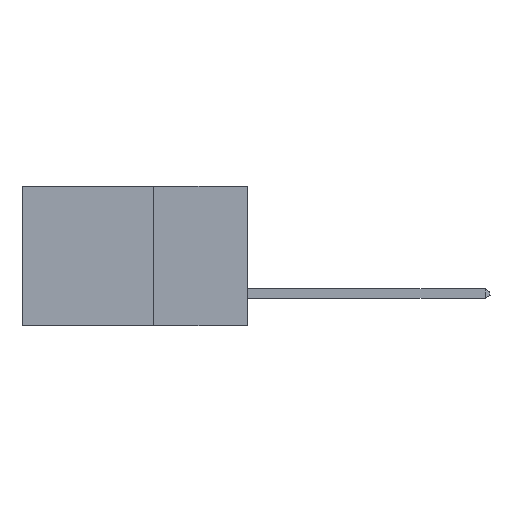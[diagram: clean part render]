
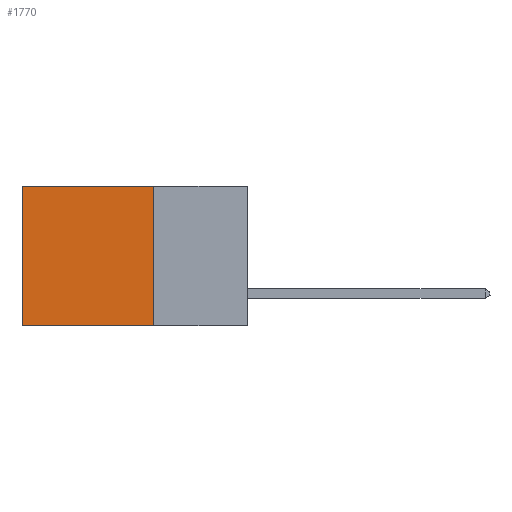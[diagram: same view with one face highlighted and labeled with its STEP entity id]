
A CAD part, left-side view. The second image highlights one B-rep face of the part: STEP entity #1770.
In plain terms, the highlighted planar face has unit normal (-1, 0, 0).
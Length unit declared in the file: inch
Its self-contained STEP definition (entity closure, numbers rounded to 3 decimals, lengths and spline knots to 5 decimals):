
#876 = DIRECTION ( 'NONE',  ( 0., 0., -1. ) ) ;
#1770 = ADVANCED_FACE ( 'NONE', ( #3518 ), #4849, .F. ) ;
#1917 = DIRECTION ( 'NONE',  ( 1., 0., 0. ) ) ;
#2171 = CARTESIAN_POINT ( 'NONE',  ( 0.298, 0.25, 0. ) ) ;
#2383 = VERTEX_POINT ( 'NONE', #8939 ) ;
#3467 = DIRECTION ( 'NONE',  ( 0., 1., 0. ) ) ;
#3518 = FACE_OUTER_BOUND ( 'NONE', #13896, .T. ) ;
#3747 = DIRECTION ( 'NONE',  ( 0., 0., -1. ) ) ;
#3802 = DIRECTION ( 'NONE',  ( 0., 1., 0. ) ) ;
#4849 = PLANE ( 'NONE',  #18929 ) ;
#5066 = VERTEX_POINT ( 'NONE', #10940 ) ;
#5373 = VERTEX_POINT ( 'NONE', #10081 ) ;
#6413 = VECTOR ( 'NONE', #3467, 39.37008 ) ;
#7189 = VECTOR ( 'NONE', #3747, 39.37008 ) ;
#7852 = VECTOR ( 'NONE', #876, 39.37008 ) ;
#7960 = ORIENTED_EDGE ( 'NONE', *, *, #15770, .F. ) ;
#8074 = LINE ( 'NONE', #2171, #6413 ) ;
#8939 = CARTESIAN_POINT ( 'NONE',  ( 0.298, 0.25, 0. ) ) ;
#9019 = EDGE_CURVE ( 'NONE', #9564, #5066, #16688, .T. ) ;
#9564 = VERTEX_POINT ( 'NONE', #17130 ) ;
#9624 = CARTESIAN_POINT ( 'NONE',  ( 0.298, 0.6, 0. ) ) ;
#9864 = CARTESIAN_POINT ( 'NONE',  ( 0.298, 0.25, -0.37 ) ) ;
#10081 = CARTESIAN_POINT ( 'NONE',  ( 0.298, 0.6, 0. ) ) ;
#10940 = CARTESIAN_POINT ( 'NONE',  ( 0.298, 0.6, -0.37 ) ) ;
#11283 = CARTESIAN_POINT ( 'NONE',  ( 0.298, 0.25, 0. ) ) ;
#12109 = ORIENTED_EDGE ( 'NONE', *, *, #9019, .F. ) ;
#12621 = VECTOR ( 'NONE', #3802, 39.37008 ) ;
#13721 = CARTESIAN_POINT ( 'NONE',  ( 0.298, 0.25, 0. ) ) ;
#13746 = LINE ( 'NONE', #9624, #7189 ) ;
#13896 = EDGE_LOOP ( 'NONE', ( #18734, #12109, #7960, #18105 ) ) ;
#15770 = EDGE_CURVE ( 'NONE', #2383, #9564, #15903, .T. ) ;
#15903 = LINE ( 'NONE', #11283, #7852 ) ;
#16182 = EDGE_CURVE ( 'NONE', #5373, #5066, #13746, .T. ) ;
#16688 = LINE ( 'NONE', #9864, #12621 ) ;
#17130 = CARTESIAN_POINT ( 'NONE',  ( 0.298, 0.25, -0.37 ) ) ;
#18105 = ORIENTED_EDGE ( 'NONE', *, *, #19102, .T. ) ;
#18734 = ORIENTED_EDGE ( 'NONE', *, *, #16182, .T. ) ;
#18891 = DIRECTION ( 'NONE',  ( 0., 0., -1. ) ) ;
#18929 = AXIS2_PLACEMENT_3D ( 'NONE', #13721, #1917, #18891 ) ;
#19102 = EDGE_CURVE ( 'NONE', #2383, #5373, #8074, .T. ) ;
